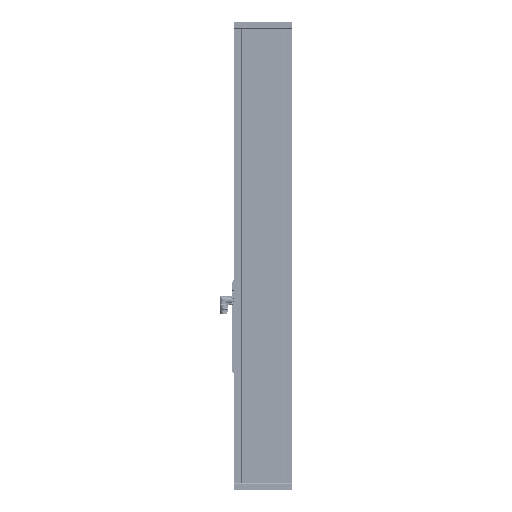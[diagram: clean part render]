
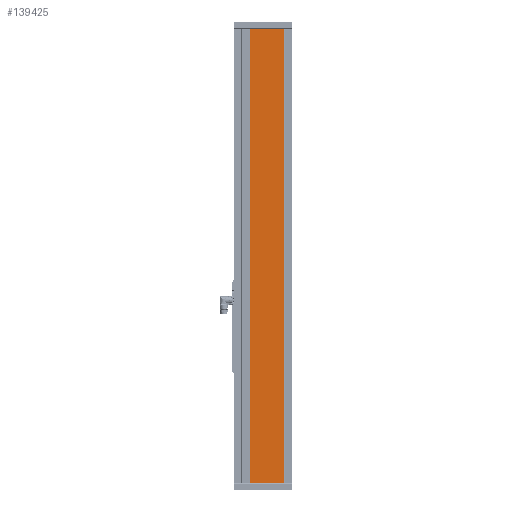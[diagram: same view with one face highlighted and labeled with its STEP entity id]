
A CAD part, left-side view. The second image highlights one B-rep face of the part: STEP entity #139425.
In plain terms, the highlighted planar face has unit normal (-1, 0, 0).
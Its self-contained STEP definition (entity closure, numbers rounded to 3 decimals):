
#380 = EDGE_LOOP ( 'NONE', ( #22981, #89559, #116217, #51825 ) ) ;
#1000 = CARTESIAN_POINT ( 'NONE',  ( 0., -65.4, 1390. ) ) ;
#3998 = CARTESIAN_POINT ( 'NONE',  ( 0., 40.9, 1390. ) ) ;
#9065 = DIRECTION ( 'NONE',  ( 0., 0., 1. ) ) ;
#16662 = LINE ( 'NONE', #30354, #40435 ) ;
#20843 = LINE ( 'NONE', #122035, #108307 ) ;
#22981 = ORIENTED_EDGE ( 'NONE', *, *, #83253, .F. ) ;
#30354 = CARTESIAN_POINT ( 'NONE',  ( 0., -90., 1390. ) ) ;
#35105 = AXIS2_PLACEMENT_3D ( 'NONE', #153443, #55941, #71452 ) ;
#40435 = VECTOR ( 'NONE', #96129, 1000. ) ;
#43152 = FACE_OUTER_BOUND ( 'NONE', #380, .T. ) ;
#51825 = ORIENTED_EDGE ( 'NONE', *, *, #88383, .T. ) ;
#55941 = DIRECTION ( 'NONE',  ( 1., 0., 0. ) ) ;
#63940 = VECTOR ( 'NONE', #166029, 1000. ) ;
#68349 = EDGE_CURVE ( 'NONE', #141902, #94748, #113819, .T. ) ;
#68573 = LINE ( 'NONE', #1000, #63940 ) ;
#71452 = DIRECTION ( 'NONE',  ( 0., 0., -1. ) ) ;
#82985 = CARTESIAN_POINT ( 'NONE',  ( 0., -90., 0. ) ) ;
#83253 = EDGE_CURVE ( 'NONE', #175467, #148015, #16662, .T. ) ;
#85181 = PLANE ( 'NONE',  #35105 ) ;
#88383 = EDGE_CURVE ( 'NONE', #94748, #148015, #68573, .T. ) ;
#89559 = ORIENTED_EDGE ( 'NONE', *, *, #150041, .F. ) ;
#94748 = VERTEX_POINT ( 'NONE', #127887 ) ;
#96129 = DIRECTION ( 'NONE',  ( 0., -1., 0. ) ) ;
#108307 = VECTOR ( 'NONE', #9065, 1000. ) ;
#112187 = VECTOR ( 'NONE', #126609, 1000. ) ;
#113819 = LINE ( 'NONE', #82985, #112187 ) ;
#116217 = ORIENTED_EDGE ( 'NONE', *, *, #68349, .T. ) ;
#122035 = CARTESIAN_POINT ( 'NONE',  ( 0., 40.9, 0. ) ) ;
#126609 = DIRECTION ( 'NONE',  ( 0., -1., 0. ) ) ;
#127887 = CARTESIAN_POINT ( 'NONE',  ( 0., -65.4, 0. ) ) ;
#139425 = ADVANCED_FACE ( 'NONE', ( #43152 ), #85181, .F. ) ;
#141902 = VERTEX_POINT ( 'NONE', #165997 ) ;
#148015 = VERTEX_POINT ( 'NONE', #150370 ) ;
#150041 = EDGE_CURVE ( 'NONE', #141902, #175467, #20843, .T. ) ;
#150370 = CARTESIAN_POINT ( 'NONE',  ( 0., -65.4, 1390. ) ) ;
#153443 = CARTESIAN_POINT ( 'NONE',  ( 0., -90., 1390. ) ) ;
#165997 = CARTESIAN_POINT ( 'NONE',  ( 0., 40.9, 0. ) ) ;
#166029 = DIRECTION ( 'NONE',  ( 0., 0., 1. ) ) ;
#175467 = VERTEX_POINT ( 'NONE', #3998 ) ;
